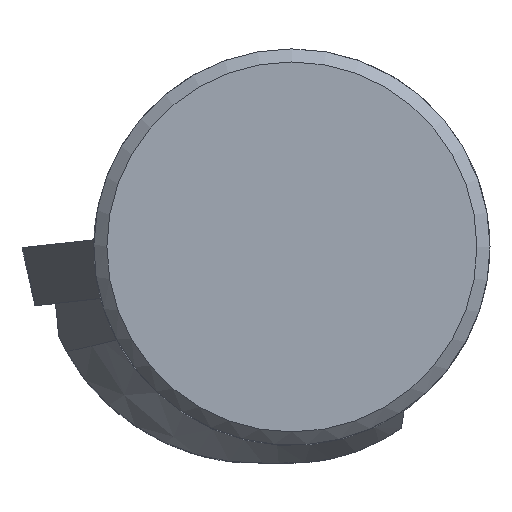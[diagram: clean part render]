
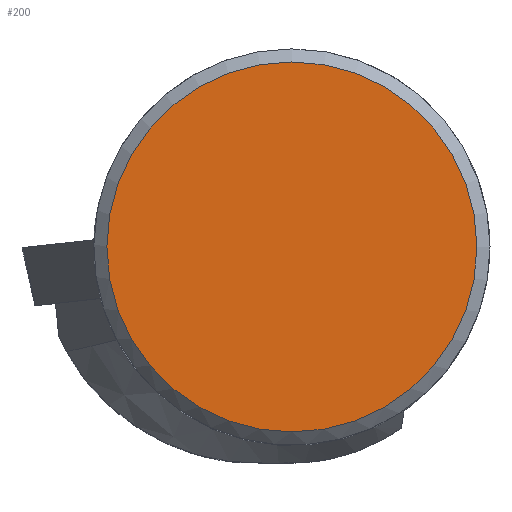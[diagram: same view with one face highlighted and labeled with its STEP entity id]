
A CAD part, top view. The second image highlights one B-rep face of the part: STEP entity #200.
In plain terms, the highlighted planar face has unit normal (0, 0, 1).
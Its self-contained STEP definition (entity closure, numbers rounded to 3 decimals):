
#158=CIRCLE('',#875,7.471);
#200=ADVANCED_FACE('',(#262),#233,.T.);
#233=PLANE('',#895);
#262=FACE_OUTER_BOUND('',#296,.T.);
#296=EDGE_LOOP('',(#456));
#456=ORIENTED_EDGE('',*,*,#639,.F.);
#565=VERTEX_POINT('',#1260);
#639=EDGE_CURVE('',#565,#565,#158,.T.);
#875=AXIS2_PLACEMENT_3D('',#1259,#999,#1000);
#895=AXIS2_PLACEMENT_3D('',#1462,#1050,#1051);
#999=DIRECTION('',(0.,0.,-1.));
#1000=DIRECTION('',(1.,0.,0.));
#1050=DIRECTION('',(0.,0.,1.));
#1051=DIRECTION('',(1.,0.,0.));
#1259=CARTESIAN_POINT('',(0.,0.,0.));
#1260=CARTESIAN_POINT('',(7.471,0.,0.));
#1462=CARTESIAN_POINT('',(0.,0.,0.));
